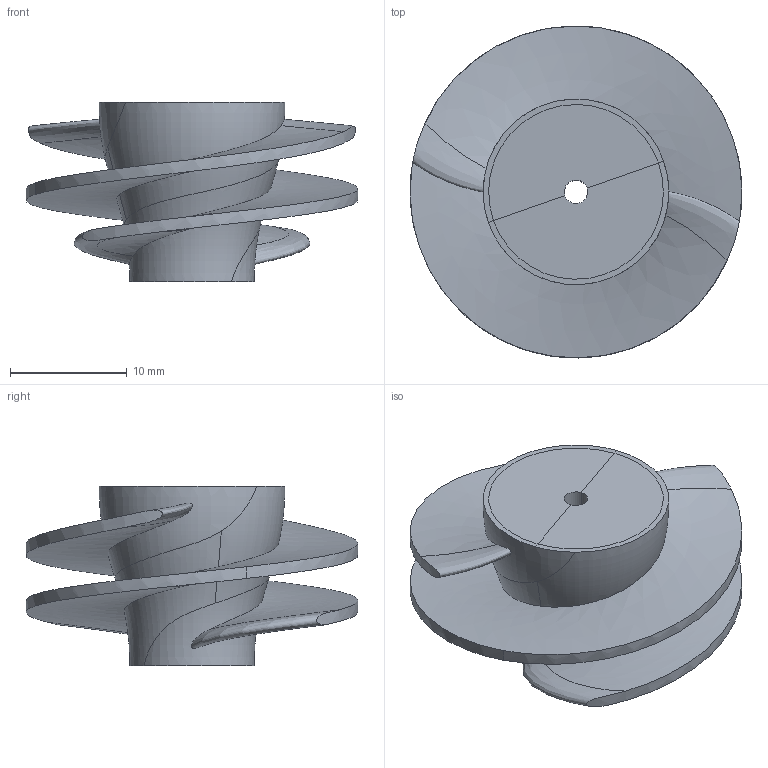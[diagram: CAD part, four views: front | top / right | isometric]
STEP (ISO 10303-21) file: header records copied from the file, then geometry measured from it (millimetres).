
FILE_DESCRIPTION(('Open CASCADE Model'),'2;1');
FILE_NAME('Open CASCADE Shape Model','2024-11-30T10:32:37',('Author'),( 'Open CASCADE'),'Open CASCADE STEP processor 7.6','Open CASCADE 7.6' ,'Unknown');
FILE_SCHEMA(('AUTOMOTIVE_DESIGN { 1 0 10303 214 1 1 1 1 }'));
Length unit declared in the file: millimetre
Products named in the file (1): [Impeller_2] Material domain
Bounding box: 28.38 x 28.38 x 15.37 mm (x, y, z)
Volume: 3017.5 mm3; surface area: 2943.9 mm2
Topology: 1 solids, 1 shells, 24 faces, 66 edges, 42 vertices
Faces by surface type: revolution 16, bspline 8
Entity records: 9834 total; most frequent: CARTESIAN_POINT 9325, ORIENTED_EDGE 132, B_SPLINE_CURVE_WITH_KNOTS 68, EDGE_CURVE 66, DIRECTION 46, VERTEX_POINT 42, ADVANCED_FACE 24, FACE_BOUND 24
